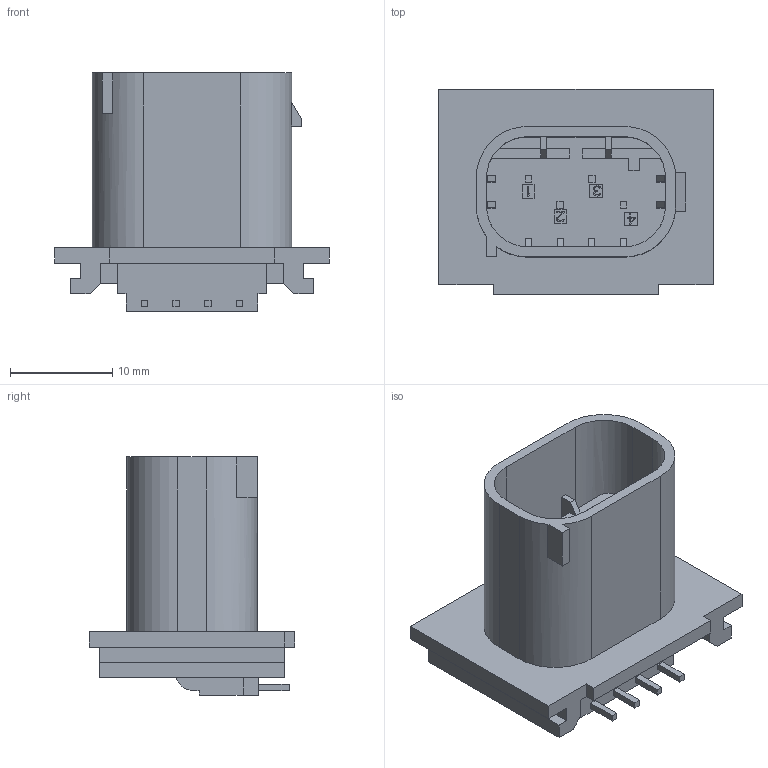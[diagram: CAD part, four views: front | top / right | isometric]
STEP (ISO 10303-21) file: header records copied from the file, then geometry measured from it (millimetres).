
FILE_DESCRIPTION((''),'2;1');
FILE_NAME('C-1-967657-1','2012-05-15T',('workeradm'),('Tyco Electronics Ltd.'),'PRO/ENGINEER BY PARAMETRIC TECHNOLOGY CORPORATION, 2010430','PRO/ENGINEER BY PARAMETRIC TECHNOLOGY CORPORATION, 2010430','');
FILE_SCHEMA(('AUTOMOTIVE_DESIGN { 1 0 10303 214 1 1 1 1 }'));
Length unit declared in the file: millimetre
Products named in the file (1): C-1-967657-1
Bounding box: 26.8 x 20.1 x 23.3 mm (x, y, z)
Volume: 2775.4 mm3; surface area: 4144.9 mm2
Topology: 1 solids, 1 shells, 329 faces, 911 edges, 604 vertices
Faces by surface type: plane 317, cylinder 12
Entity records: 10578 total; most frequent: CARTESIAN_POINT 1846, ORIENTED_EDGE 1822, DIRECTION 1605, EDGE_CURVE 911, VECTOR 875, LINE 875, VERTEX_POINT 604, AXIS2_PLACEMENT_3D 365
